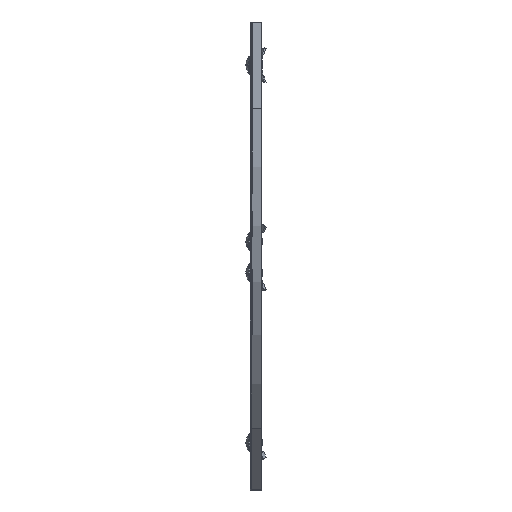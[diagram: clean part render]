
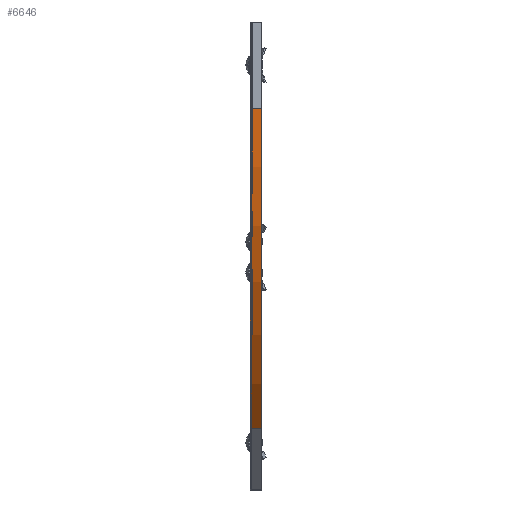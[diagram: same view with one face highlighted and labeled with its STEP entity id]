
A CAD part, left-side view. The second image highlights one B-rep face of the part: STEP entity #6646.
In plain terms, the highlighted cylindrical face has radius 552 mm (diameter 1104 mm), a partial arc.
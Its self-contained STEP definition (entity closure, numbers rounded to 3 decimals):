
#129 = EDGE_LOOP ( 'NONE', ( #1759, #4327, #5697, #7916 ) ) ;
#207 = DIRECTION ( 'NONE',  ( 0., -1., 0. ) ) ;
#431 = CARTESIAN_POINT ( 'NONE',  ( 161.677, 14., -495.323 ) ) ;
#1026 = CARTESIAN_POINT ( 'NONE',  ( 552., 0., -105. ) ) ;
#1048 = DIRECTION ( 'NONE',  ( 0., -1., 0. ) ) ;
#1759 = ORIENTED_EDGE ( 'NONE', *, *, #4958, .F. ) ;
#1788 = VECTOR ( 'NONE', #2869, 1000. ) ;
#2081 = EDGE_CURVE ( 'NONE', #6163, #2339, #2991, .T. ) ;
#2194 = AXIS2_PLACEMENT_3D ( 'NONE', #6923, #207, #4483 ) ;
#2339 = VERTEX_POINT ( 'NONE', #2957 ) ;
#2515 = LINE ( 'NONE', #6375, #7234 ) ;
#2535 = CARTESIAN_POINT ( 'NONE',  ( 0., 14., -105. ) ) ;
#2742 = DIRECTION ( 'NONE',  ( 0., -1., 0. ) ) ;
#2869 = DIRECTION ( 'NONE',  ( 0., -1., 0. ) ) ;
#2957 = CARTESIAN_POINT ( 'NONE',  ( 161.677, 0., -495.323 ) ) ;
#2991 = CIRCLE ( 'NONE', #2194, 552. ) ;
#3102 = CARTESIAN_POINT ( 'NONE',  ( 0., 0., -105. ) ) ;
#3264 = CIRCLE ( 'NONE', #6993, 552. ) ;
#3428 = EDGE_CURVE ( 'NONE', #4748, #7250, #3264, .T. ) ;
#3619 = LINE ( 'NONE', #4093, #1788 ) ;
#3778 = AXIS2_PLACEMENT_3D ( 'NONE', #1026, #1048, #5920 ) ;
#4087 = DIRECTION ( 'NONE',  ( 0., -1., 0. ) ) ;
#4093 = CARTESIAN_POINT ( 'NONE',  ( 161.677, 0., -495.323 ) ) ;
#4327 = ORIENTED_EDGE ( 'NONE', *, *, #3428, .T. ) ;
#4483 = DIRECTION ( 'NONE',  ( 0., 0., -1. ) ) ;
#4748 = VERTEX_POINT ( 'NONE', #2535 ) ;
#4958 = EDGE_CURVE ( 'NONE', #4748, #6163, #2515, .T. ) ;
#5697 = ORIENTED_EDGE ( 'NONE', *, *, #6570, .T. ) ;
#5920 = DIRECTION ( 'NONE',  ( 0., 0., -1. ) ) ;
#6163 = VERTEX_POINT ( 'NONE', #3102 ) ;
#6375 = CARTESIAN_POINT ( 'NONE',  ( 0., 0., -105. ) ) ;
#6570 = EDGE_CURVE ( 'NONE', #7250, #2339, #3619, .T. ) ;
#6646 = ADVANCED_FACE ( 'NONE', ( #6874 ), #6693, .T. ) ;
#6693 = CYLINDRICAL_SURFACE ( 'NONE', #3778, 552. ) ;
#6874 = FACE_OUTER_BOUND ( 'NONE', #129, .T. ) ;
#6923 = CARTESIAN_POINT ( 'NONE',  ( 552., 0., -105. ) ) ;
#6993 = AXIS2_PLACEMENT_3D ( 'NONE', #7142, #4087, #7836 ) ;
#7142 = CARTESIAN_POINT ( 'NONE',  ( 552., 14., -105. ) ) ;
#7234 = VECTOR ( 'NONE', #2742, 1000. ) ;
#7250 = VERTEX_POINT ( 'NONE', #431 ) ;
#7836 = DIRECTION ( 'NONE',  ( 0., 0., 1. ) ) ;
#7916 = ORIENTED_EDGE ( 'NONE', *, *, #2081, .F. ) ;
